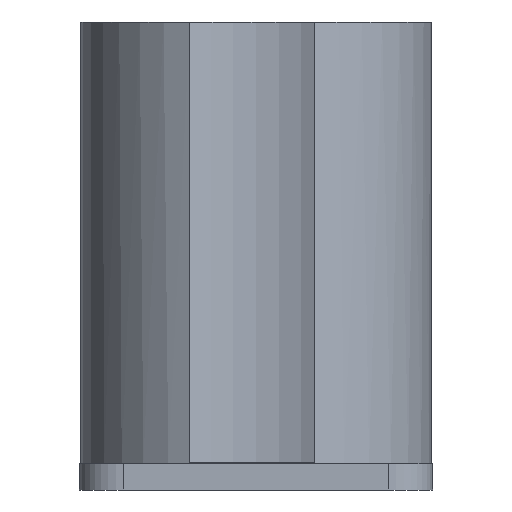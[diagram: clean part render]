
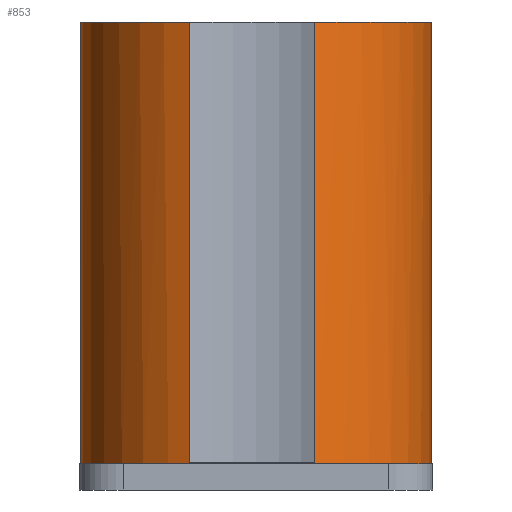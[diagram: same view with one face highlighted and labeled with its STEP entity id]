
A CAD part, left-side view. The second image highlights one B-rep face of the part: STEP entity #853.
In plain terms, the highlighted cylindrical face has radius 19.886 mm (diameter 39.772 mm), a partial arc.
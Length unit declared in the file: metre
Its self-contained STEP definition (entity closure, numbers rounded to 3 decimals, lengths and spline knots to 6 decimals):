
#44=CIRCLE('',#912,0.019886);
#45=CIRCLE('',#913,0.019886);
#46=CIRCLE('',#914,0.019886);
#47=CIRCLE('',#915,0.019886);
#74=ORIENTED_EDGE('',*,*,#318,.F.);
#75=ORIENTED_EDGE('',*,*,#319,.F.);
#76=ORIENTED_EDGE('',*,*,#320,.T.);
#77=ORIENTED_EDGE('',*,*,#321,.T.);
#78=ORIENTED_EDGE('',*,*,#322,.F.);
#79=ORIENTED_EDGE('',*,*,#323,.F.);
#80=ORIENTED_EDGE('',*,*,#324,.T.);
#81=ORIENTED_EDGE('',*,*,#325,.F.);
#318=EDGE_CURVE('',#440,#441,#524,.T.);
#319=EDGE_CURVE('',#442,#440,#44,.T.);
#320=EDGE_CURVE('',#442,#443,#525,.T.);
#321=EDGE_CURVE('',#443,#444,#45,.T.);
#322=EDGE_CURVE('',#445,#444,#526,.T.);
#323=EDGE_CURVE('',#446,#445,#46,.T.);
#324=EDGE_CURVE('',#446,#447,#527,.T.);
#325=EDGE_CURVE('',#441,#447,#47,.T.);
#440=VERTEX_POINT('',#1233);
#441=VERTEX_POINT('',#1234);
#442=VERTEX_POINT('',#1236);
#443=VERTEX_POINT('',#1238);
#444=VERTEX_POINT('',#1240);
#445=VERTEX_POINT('',#1242);
#446=VERTEX_POINT('',#1244);
#447=VERTEX_POINT('',#1246);
#524=LINE('',#1232,#616);
#525=LINE('',#1237,#617);
#526=LINE('',#1241,#618);
#527=LINE('',#1245,#619);
#616=VECTOR('',#990,1.);
#617=VECTOR('',#993,1.);
#618=VECTOR('',#996,1.);
#619=VECTOR('',#999,1.);
#708=EDGE_LOOP('',(#74,#75,#76,#77,#78,#79,#80,#81));
#774=FACE_BOUND('',#708,.T.);
#840=CYLINDRICAL_SURFACE('',#911,0.019886);
#853=ADVANCED_FACE('',(#774),#840,.T.);
#911=AXIS2_PLACEMENT_3D('',#1231,#988,#989);
#912=AXIS2_PLACEMENT_3D('',#1235,#991,#992);
#913=AXIS2_PLACEMENT_3D('',#1239,#994,#995);
#914=AXIS2_PLACEMENT_3D('',#1243,#997,#998);
#915=AXIS2_PLACEMENT_3D('',#1247,#1000,#1001);
#988=DIRECTION('',(0.,0.,-1.));
#989=DIRECTION('',(-1.,0.,0.));
#990=DIRECTION('',(0.,0.,-1.));
#991=DIRECTION('',(0.,0.,1.));
#992=DIRECTION('',(1.,0.,0.));
#993=DIRECTION('',(0.,0.,-1.));
#994=DIRECTION('',(0.,0.,1.));
#995=DIRECTION('',(1.,0.,0.));
#996=DIRECTION('',(0.,0.,-1.));
#997=DIRECTION('',(0.,0.,1.));
#998=DIRECTION('',(1.,0.,0.));
#999=DIRECTION('',(0.,0.,-1.));
#1000=DIRECTION('',(0.,0.,1.));
#1001=DIRECTION('',(1.,0.,0.));
#1231=CARTESIAN_POINT('',(-0.042537,-0.000024,0.053));
#1232=CARTESIAN_POINT('',(-0.060951,0.007485,0.053));
#1233=CARTESIAN_POINT('',(-0.060951,0.007485,0.053));
#1234=CARTESIAN_POINT('',(-0.060951,0.007485,0.003082));
#1235=CARTESIAN_POINT('',(-0.042537,-0.000024,0.053));
#1236=CARTESIAN_POINT('',(-0.042537,0.019862,0.053));
#1237=CARTESIAN_POINT('',(-0.042537,0.019862,0.053));
#1238=CARTESIAN_POINT('',(-0.042537,0.019862,0.003));
#1239=CARTESIAN_POINT('',(-0.042537,-0.000024,0.003));
#1240=CARTESIAN_POINT('',(-0.042537,-0.01991,0.003));
#1241=CARTESIAN_POINT('',(-0.042537,-0.01991,0.053));
#1242=CARTESIAN_POINT('',(-0.042537,-0.01991,0.053));
#1243=CARTESIAN_POINT('',(-0.042537,-0.000024,0.053));
#1244=CARTESIAN_POINT('',(-0.061303,-0.006604,0.053));
#1245=CARTESIAN_POINT('',(-0.061303,-0.006604,0.053));
#1246=CARTESIAN_POINT('',(-0.061303,-0.006604,0.003082));
#1247=CARTESIAN_POINT('',(-0.042537,-0.000024,0.003082));
